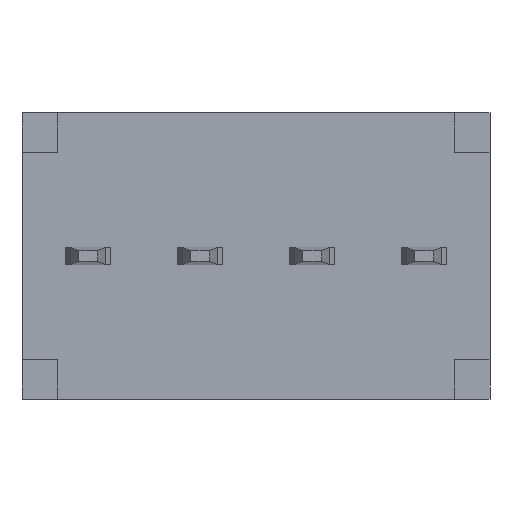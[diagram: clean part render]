
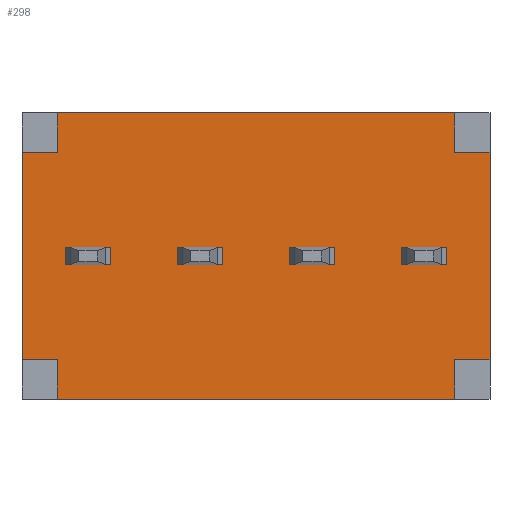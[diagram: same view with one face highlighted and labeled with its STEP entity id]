
A CAD part, front view. The second image highlights one B-rep face of the part: STEP entity #298.
In plain terms, the highlighted planar face has unit normal (0, -1, 0).
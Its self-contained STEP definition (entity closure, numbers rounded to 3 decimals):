
#45 = LINE ( 'NONE', #743, #5793 ) ;
#103 = CARTESIAN_POINT ( 'NONE',  ( 4.51, 4.1, -2.35 ) ) ;
#268 = DIRECTION ( 'NONE',  ( 1., 0., 0. ) ) ;
#272 = CARTESIAN_POINT ( 'NONE',  ( 4.51, 4.1, -3.25 ) ) ;
#288 = CARTESIAN_POINT ( 'NONE',  ( 4.51, 4.1, 3.25 ) ) ;
#298 = ADVANCED_FACE ( 'NONE', ( #4760 ), #1895, .F. ) ;
#378 = CARTESIAN_POINT ( 'NONE',  ( 5.31, 4.1, 2.35 ) ) ;
#414 = LINE ( 'NONE', #5896, #1192 ) ;
#572 = DIRECTION ( 'NONE',  ( 0., 0., 1. ) ) ;
#624 = EDGE_CURVE ( 'NONE', #4269, #6822, #6953, .T. ) ;
#743 = CARTESIAN_POINT ( 'NONE',  ( -5.31, 4.1, 2.35 ) ) ;
#746 = VECTOR ( 'NONE', #1839, 1000. ) ;
#818 = DIRECTION ( 'NONE',  ( 0., 0., -1. ) ) ;
#839 = CARTESIAN_POINT ( 'NONE',  ( -4.51, 4.1, 3.25 ) ) ;
#923 = LINE ( 'NONE', #5090, #4484 ) ;
#954 = CARTESIAN_POINT ( 'NONE',  ( 5.31, 4.1, -2.35 ) ) ;
#1016 = VERTEX_POINT ( 'NONE', #6891 ) ;
#1192 = VECTOR ( 'NONE', #3071, 1000. ) ;
#1373 = CARTESIAN_POINT ( 'NONE',  ( -4.51, 4.1, 2.35 ) ) ;
#1483 = VERTEX_POINT ( 'NONE', #103 ) ;
#1506 = AXIS2_PLACEMENT_3D ( 'NONE', #5951, #3125, #3103 ) ;
#1723 = EDGE_CURVE ( 'NONE', #6822, #5470, #45, .T. ) ;
#1772 = CARTESIAN_POINT ( 'NONE',  ( -5.31, 4.1, -2.35 ) ) ;
#1839 = DIRECTION ( 'NONE',  ( -1., 0., 0. ) ) ;
#1849 = DIRECTION ( 'NONE',  ( -1., 0., 0. ) ) ;
#1895 = PLANE ( 'NONE',  #1506 ) ;
#1936 = CARTESIAN_POINT ( 'NONE',  ( 5.31, 4.1, -2.35 ) ) ;
#1997 = DIRECTION ( 'NONE',  ( -1., 0., 0. ) ) ;
#2058 = CARTESIAN_POINT ( 'NONE',  ( 5.31, 4.1, 2.35 ) ) ;
#2187 = EDGE_CURVE ( 'NONE', #2376, #4272, #3943, .T. ) ;
#2235 = EDGE_CURVE ( 'NONE', #2263, #1016, #3766, .T. ) ;
#2263 = VERTEX_POINT ( 'NONE', #6972 ) ;
#2298 = VECTOR ( 'NONE', #3168, 1000. ) ;
#2312 = ORIENTED_EDGE ( 'NONE', *, *, #7178, .F. ) ;
#2376 = VERTEX_POINT ( 'NONE', #3207 ) ;
#2458 = VECTOR ( 'NONE', #2615, 1000. ) ;
#2483 = VECTOR ( 'NONE', #1997, 1000. ) ;
#2510 = EDGE_CURVE ( 'NONE', #5340, #4088, #7000, .T. ) ;
#2615 = DIRECTION ( 'NONE',  ( -1., 0., 0. ) ) ;
#2636 = EDGE_LOOP ( 'NONE', ( #2679, #6304, #5546, #5943, #7133, #2312, #5591, #5145, #5379, #5584, #2931, #7044 ) ) ;
#2679 = ORIENTED_EDGE ( 'NONE', *, *, #4826, .F. ) ;
#2843 = DIRECTION ( 'NONE',  ( 0., 0., -1. ) ) ;
#2931 = ORIENTED_EDGE ( 'NONE', *, *, #624, .T. ) ;
#3071 = DIRECTION ( 'NONE',  ( 0., 0., 1. ) ) ;
#3103 = DIRECTION ( 'NONE',  ( 0., 0., 1. ) ) ;
#3125 = DIRECTION ( 'NONE',  ( 0., 1., 0. ) ) ;
#3168 = DIRECTION ( 'NONE',  ( -1., 0., 0. ) ) ;
#3207 = CARTESIAN_POINT ( 'NONE',  ( 5.31, 4.1, 2.35 ) ) ;
#3230 = CARTESIAN_POINT ( 'NONE',  ( -5.31, 4.1, 2.35 ) ) ;
#3362 = CARTESIAN_POINT ( 'NONE',  ( -4.51, 4.1, -2.35 ) ) ;
#3446 = VERTEX_POINT ( 'NONE', #272 ) ;
#3521 = VECTOR ( 'NONE', #1849, 1000. ) ;
#3766 = LINE ( 'NONE', #288, #4981 ) ;
#3933 = VECTOR ( 'NONE', #6423, 1000. ) ;
#3943 = LINE ( 'NONE', #2058, #2458 ) ;
#4062 = VECTOR ( 'NONE', #818, 1000. ) ;
#4065 = CARTESIAN_POINT ( 'NONE',  ( 5.31, 4.1, -2.35 ) ) ;
#4088 = VERTEX_POINT ( 'NONE', #5100 ) ;
#4099 = CARTESIAN_POINT ( 'NONE',  ( 0., 4.1, -3.25 ) ) ;
#4269 = VERTEX_POINT ( 'NONE', #1373 ) ;
#4272 = VERTEX_POINT ( 'NONE', #5297 ) ;
#4484 = VECTOR ( 'NONE', #6115, 1000. ) ;
#4617 = EDGE_CURVE ( 'NONE', #1483, #3446, #923, .T. ) ;
#4727 = VECTOR ( 'NONE', #572, 1000. ) ;
#4760 = FACE_OUTER_BOUND ( 'NONE', #2636, .T. ) ;
#4826 = EDGE_CURVE ( 'NONE', #5340, #5470, #5537, .T. ) ;
#4856 = VERTEX_POINT ( 'NONE', #1936 ) ;
#4981 = VECTOR ( 'NONE', #268, 1000. ) ;
#5055 = EDGE_CURVE ( 'NONE', #4856, #1483, #6232, .T. ) ;
#5090 = CARTESIAN_POINT ( 'NONE',  ( 4.51, 4.1, 3.25 ) ) ;
#5100 = CARTESIAN_POINT ( 'NONE',  ( -4.51, 4.1, -3.25 ) ) ;
#5145 = ORIENTED_EDGE ( 'NONE', *, *, #6716, .T. ) ;
#5222 = CARTESIAN_POINT ( 'NONE',  ( 5.31, 4.1, 2.35 ) ) ;
#5297 = CARTESIAN_POINT ( 'NONE',  ( 4.51, 4.1, 2.35 ) ) ;
#5340 = VERTEX_POINT ( 'NONE', #3362 ) ;
#5379 = ORIENTED_EDGE ( 'NONE', *, *, #2235, .F. ) ;
#5470 = VERTEX_POINT ( 'NONE', #1772 ) ;
#5485 = EDGE_CURVE ( 'NONE', #3446, #4088, #6332, .T. ) ;
#5537 = LINE ( 'NONE', #4065, #746 ) ;
#5546 = ORIENTED_EDGE ( 'NONE', *, *, #5485, .F. ) ;
#5584 = ORIENTED_EDGE ( 'NONE', *, *, #6326, .F. ) ;
#5591 = ORIENTED_EDGE ( 'NONE', *, *, #2187, .T. ) ;
#5793 = VECTOR ( 'NONE', #2843, 1000. ) ;
#5896 = CARTESIAN_POINT ( 'NONE',  ( 4.51, 4.1, 2.45 ) ) ;
#5943 = ORIENTED_EDGE ( 'NONE', *, *, #4617, .F. ) ;
#5951 = CARTESIAN_POINT ( 'NONE',  ( 5.31, 4.1, 2.35 ) ) ;
#6115 = DIRECTION ( 'NONE',  ( 0., 0., -1. ) ) ;
#6207 = LINE ( 'NONE', #6558, #4727 ) ;
#6232 = LINE ( 'NONE', #954, #2298 ) ;
#6304 = ORIENTED_EDGE ( 'NONE', *, *, #2510, .T. ) ;
#6326 = EDGE_CURVE ( 'NONE', #4269, #2263, #6207, .T. ) ;
#6332 = LINE ( 'NONE', #4099, #3521 ) ;
#6423 = DIRECTION ( 'NONE',  ( 0., 0., -1. ) ) ;
#6558 = CARTESIAN_POINT ( 'NONE',  ( -4.51, 4.1, 2.45 ) ) ;
#6691 = LINE ( 'NONE', #5222, #4062 ) ;
#6716 = EDGE_CURVE ( 'NONE', #4272, #1016, #414, .T. ) ;
#6822 = VERTEX_POINT ( 'NONE', #3230 ) ;
#6891 = CARTESIAN_POINT ( 'NONE',  ( 4.51, 4.1, 3.25 ) ) ;
#6953 = LINE ( 'NONE', #378, #2483 ) ;
#6972 = CARTESIAN_POINT ( 'NONE',  ( -4.51, 4.1, 3.25 ) ) ;
#7000 = LINE ( 'NONE', #839, #3933 ) ;
#7044 = ORIENTED_EDGE ( 'NONE', *, *, #1723, .T. ) ;
#7133 = ORIENTED_EDGE ( 'NONE', *, *, #5055, .F. ) ;
#7178 = EDGE_CURVE ( 'NONE', #2376, #4856, #6691, .T. ) ;
